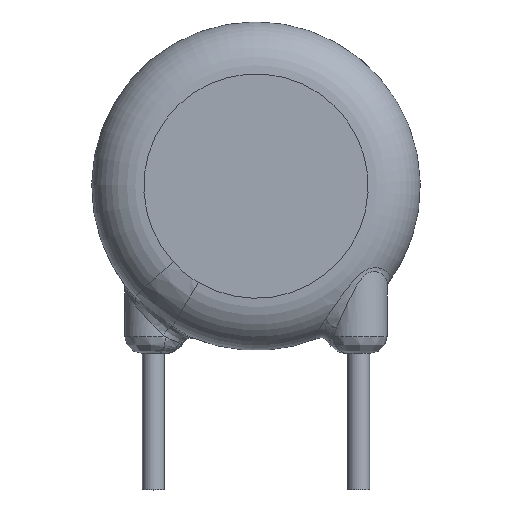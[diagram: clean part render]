
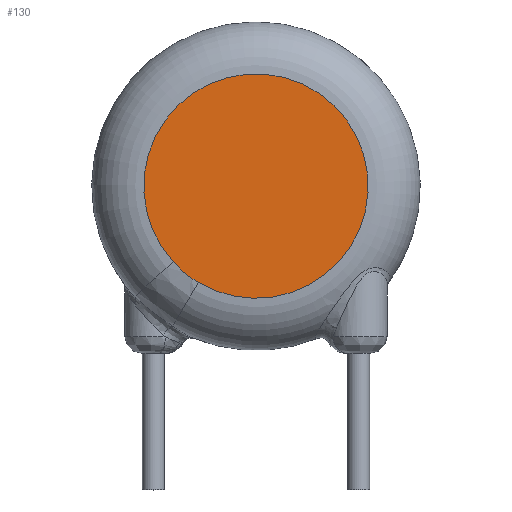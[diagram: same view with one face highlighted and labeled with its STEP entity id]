
A CAD part, top view. The second image highlights one B-rep face of the part: STEP entity #130.
In plain terms, the highlighted planar face has unit normal (0, 0, 1).
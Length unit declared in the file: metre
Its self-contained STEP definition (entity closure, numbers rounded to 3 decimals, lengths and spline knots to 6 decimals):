
#130 = ADVANCED_FACE( '', ( #258 ), #259, .T. );
#258 = FACE_OUTER_BOUND( '', #2437, .T. );
#259 = PLANE( '', #2438 );
#2437 = EDGE_LOOP( '', ( #2661, #2662 ) );
#2438 = AXIS2_PLACEMENT_3D( '', #2663, #2664, #2665 );
#2661 = ORIENTED_EDGE( '', *, *, #2772, .T. );
#2662 = ORIENTED_EDGE( '', *, *, #2709, .T. );
#2663 = CARTESIAN_POINT( '', ( 0., 0., 0.004 ) );
#2664 = DIRECTION( '', ( 0., 0., 1. ) );
#2665 = DIRECTION( '', ( 1., 0., 0. ) );
#2709 = EDGE_CURVE( '', #2841, #2846, #2848, .T. );
#2772 = EDGE_CURVE( '', #2846, #2841, #2926, .T. );
#2841 = VERTEX_POINT( '', #3597 );
#2846 = VERTEX_POINT( '', #3630 );
#2848 = B_SPLINE_CURVE_WITH_KNOTS( '', 3, ( #3632, #3633, #3634, #3635, #3636, #3637, #3638, #3639, #3640, #3641, #3642, #3643, #3644, #3645, #3646, #3647, #3648, #3649, #3650 ), .UNSPECIFIED., .F., .F., ( 4, 2, 2, 2, 1, 1, 1, 2, 2, 2, 4 ), ( 0., 0.0003, 0.00045, 0.000599, 0.000674, 0.000749, 0.000824, 0.000899, 0.000974, 0.001049, 0.001199 ), .UNSPECIFIED. );
#2926 = CIRCLE( '', #3978, 0.0041 );
#3597 = CARTESIAN_POINT( '', ( -0.003027, -0.002765, 0.004 ) );
#3630 = CARTESIAN_POINT( '', ( -0.002098, -0.003523, 0.004 ) );
#3632 = CARTESIAN_POINT( '', ( -0.003027, -0.002765, 0.004 ) );
#3633 = CARTESIAN_POINT( '', ( -0.002959, -0.002839, 0.004 ) );
#3634 = CARTESIAN_POINT( '', ( -0.002892, -0.002914, 0.004 ) );
#3635 = CARTESIAN_POINT( '', ( -0.002787, -0.003021, 0.004 ) );
#3636 = CARTESIAN_POINT( '', ( -0.002751, -0.003056, 0.004 ) );
#3637 = CARTESIAN_POINT( '', ( -0.002678, -0.003124, 0.004 ) );
#3638 = CARTESIAN_POINT( '', ( -0.002641, -0.003158, 0.004 ) );
#3639 = CARTESIAN_POINT( '', ( -0.002583, -0.003205, 0.004 ) );
#3640 = CARTESIAN_POINT( '', ( -0.002544, -0.003237, 0.004 ) );
#3641 = CARTESIAN_POINT( '', ( -0.002484, -0.003282, 0.004 ) );
#3642 = CARTESIAN_POINT( '', ( -0.002422, -0.003325, 0.004 ) );
#3643 = CARTESIAN_POINT( '', ( -0.00238, -0.003352, 0.004 ) );
#3644 = CARTESIAN_POINT( '', ( -0.002337, -0.00338, 0.004 ) );
#3645 = CARTESIAN_POINT( '', ( -0.002315, -0.003393, 0.004 ) );
#3646 = CARTESIAN_POINT( '', ( -0.002272, -0.003419, 0.004 ) );
#3647 = CARTESIAN_POINT( '', ( -0.00225, -0.003432, 0.004 ) );
#3648 = CARTESIAN_POINT( '', ( -0.002185, -0.003471, 0.004 ) );
#3649 = CARTESIAN_POINT( '', ( -0.002141, -0.003497, 0.004 ) );
#3650 = CARTESIAN_POINT( '', ( -0.002098, -0.003523, 0.004 ) );
#3978 = AXIS2_PLACEMENT_3D( '', #4093, #4094, #4095 );
#4093 = CARTESIAN_POINT( '', ( 0., 0., 0.004 ) );
#4094 = DIRECTION( '', ( 0., 0., 1. ) );
#4095 = DIRECTION( '', ( 1., 0., 0. ) );
